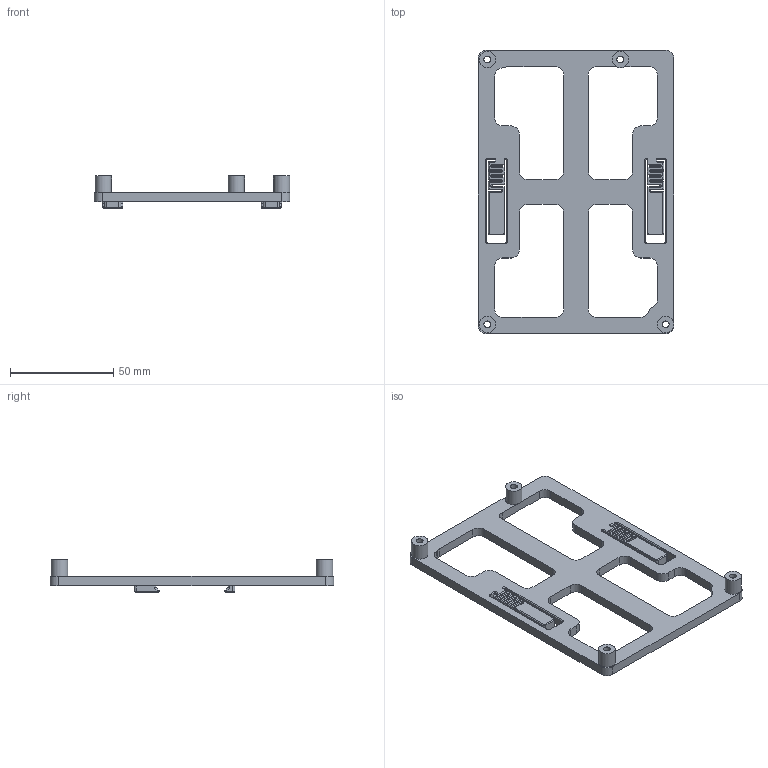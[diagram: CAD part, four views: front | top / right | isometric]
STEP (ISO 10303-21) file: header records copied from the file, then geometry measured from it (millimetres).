
FILE_DESCRIPTION(/* description */ (''),/* implementation_level */ '2;1');
FILE_NAME(/* name */ 'Manta M5P DIN Rail Mount v5.step',/* time_stamp */ '2024-07-19T14:00:54-06:00',/* author */ (''),/* organization */ (''),/* preprocessor_version */ 'ST-DEVELOPER v20',/* originating_system */ 'Autodesk Translation Framework v13.14.0.145',/* authorisation */ '');
FILE_SCHEMA (('AUTOMOTIVE_DESIGN { 1 0 10303 214 3 1 1 }'));
Length unit declared in the file: millimetre
Products named in the file (1): Manta M5P DIN Rail Mount
Bounding box: 95 x 137.39 x 15.6 mm (x, y, z)
Volume: 32809 mm3; surface area: 22687 mm2
Topology: 5 solids, 5 shells, 492 faces, 1179 edges, 646 vertices
Faces by surface type: plane 236, cone 128, cylinder 128
Full cylindrical faces by diameter (mm): 3.3 x4, 3.6 x4, 8 x4
Entity records: 13555 total; most frequent: DIRECTION 2433, CARTESIAN_POINT 2268, ORIENTED_EDGE 2254, EDGE_CURVE 1127, AXIS2_PLACEMENT_3D 814, LINE 805, VECTOR 805, VERTEX_POINT 646
